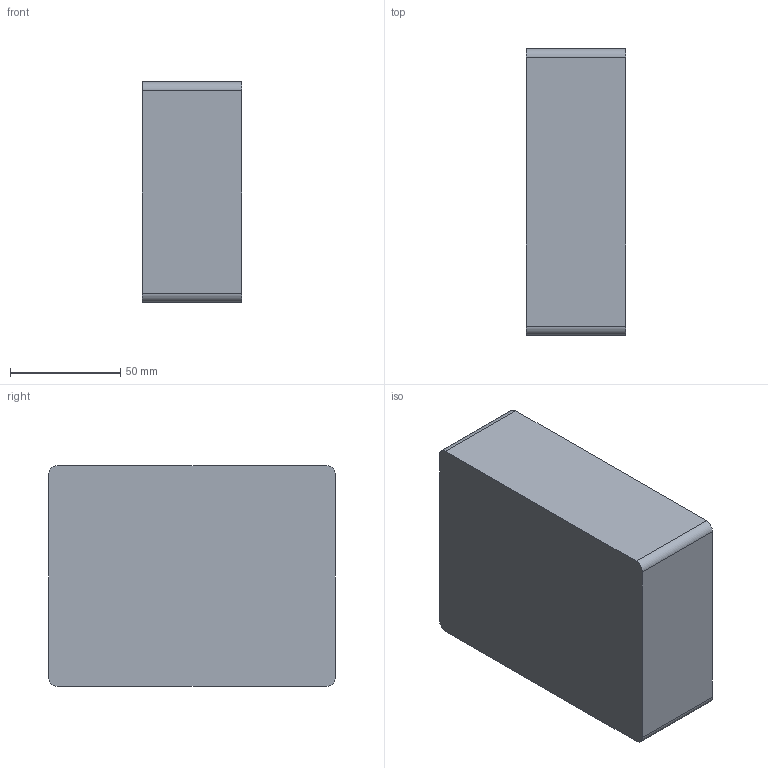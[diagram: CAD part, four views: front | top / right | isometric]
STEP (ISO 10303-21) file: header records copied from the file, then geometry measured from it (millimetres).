
FILE_DESCRIPTION(('FreeCAD Model'),'2;1');
FILE_NAME('Open CASCADE Shape Model','2022-09-26T05:18:22',('Author'),( ''),'Open CASCADE STEP processor 7.5','FreeCAD','Unknown');
FILE_SCHEMA(('AUTOMOTIVE_DESIGN { 1 0 10303 214 1 1 1 1 }'));
Length unit declared in the file: millimetre
Products named in the file (1): Body
Bounding box: 45 x 130 x 100 mm (x, y, z)
Volume: 82864.3 mm3; surface area: 65334.5 mm2
Topology: 1 solids, 1 shells, 51 faces, 108 edges, 72 vertices
Faces by surface type: plane 27, cylinder 24
Full cylindrical faces by diameter (mm): 3.5 x4, 4.5 x4, 7.479 x4
Entity records: 1412 total; most frequent: DIRECTION 260, CARTESIAN_POINT 232, ORIENTED_EDGE 216, EDGE_CURVE 108, AXIS2_PLACEMENT_3D 100, VERTEX_POINT 72, FACE_BOUND 64, EDGE_LOOP 64
